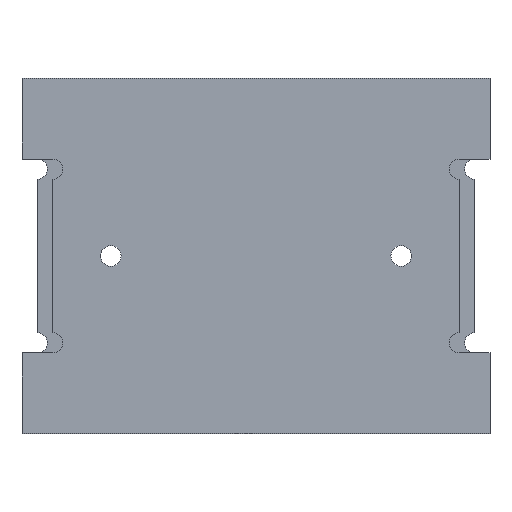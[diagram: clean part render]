
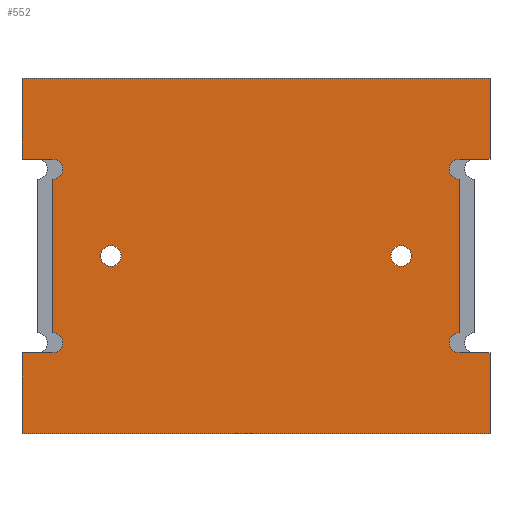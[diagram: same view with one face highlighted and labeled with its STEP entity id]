
A CAD part, top view. The second image highlights one B-rep face of the part: STEP entity #552.
In plain terms, the highlighted planar face has unit normal (0, 0, 1).
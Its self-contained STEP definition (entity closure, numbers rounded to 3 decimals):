
#32=CIRCLE('',#598,1.6);
#33=CIRCLE('',#599,1.6);
#34=CIRCLE('',#600,1.55);
#35=CIRCLE('',#601,1.55);
#36=CIRCLE('',#602,1.55);
#37=CIRCLE('',#603,1.55);
#70=ORIENTED_EDGE('',*,*,#226,.T.);
#71=ORIENTED_EDGE('',*,*,#227,.T.);
#72=ORIENTED_EDGE('',*,*,#228,.F.);
#73=ORIENTED_EDGE('',*,*,#210,.F.);
#74=ORIENTED_EDGE('',*,*,#229,.F.);
#75=ORIENTED_EDGE('',*,*,#220,.F.);
#76=ORIENTED_EDGE('',*,*,#230,.F.);
#77=ORIENTED_EDGE('',*,*,#231,.F.);
#78=ORIENTED_EDGE('',*,*,#232,.F.);
#79=ORIENTED_EDGE('',*,*,#233,.F.);
#80=ORIENTED_EDGE('',*,*,#234,.F.);
#81=ORIENTED_EDGE('',*,*,#222,.F.);
#82=ORIENTED_EDGE('',*,*,#235,.F.);
#83=ORIENTED_EDGE('',*,*,#216,.F.);
#84=ORIENTED_EDGE('',*,*,#236,.F.);
#85=ORIENTED_EDGE('',*,*,#237,.F.);
#86=ORIENTED_EDGE('',*,*,#238,.F.);
#87=ORIENTED_EDGE('',*,*,#239,.F.);
#210=EDGE_CURVE('',#288,#289,#342,.T.);
#216=EDGE_CURVE('',#294,#295,#348,.T.);
#220=EDGE_CURVE('',#298,#299,#352,.T.);
#222=EDGE_CURVE('',#300,#301,#354,.T.);
#226=EDGE_CURVE('',#304,#304,#32,.T.);
#227=EDGE_CURVE('',#305,#305,#33,.T.);
#228=EDGE_CURVE('',#289,#306,#358,.T.);
#229=EDGE_CURVE('',#299,#288,#359,.T.);
#230=EDGE_CURVE('',#307,#298,#360,.T.);
#231=EDGE_CURVE('',#308,#307,#34,.T.);
#232=EDGE_CURVE('',#309,#308,#361,.T.);
#233=EDGE_CURVE('',#310,#309,#35,.T.);
#234=EDGE_CURVE('',#301,#310,#362,.T.);
#235=EDGE_CURVE('',#295,#300,#363,.T.);
#236=EDGE_CURVE('',#311,#294,#364,.T.);
#237=EDGE_CURVE('',#312,#311,#36,.T.);
#238=EDGE_CURVE('',#313,#312,#365,.T.);
#239=EDGE_CURVE('',#306,#313,#37,.T.);
#288=VERTEX_POINT('',#810);
#289=VERTEX_POINT('',#811);
#294=VERTEX_POINT('',#822);
#295=VERTEX_POINT('',#824);
#298=VERTEX_POINT('',#831);
#299=VERTEX_POINT('',#833);
#300=VERTEX_POINT('',#837);
#301=VERTEX_POINT('',#838);
#304=VERTEX_POINT('',#846);
#305=VERTEX_POINT('',#848);
#306=VERTEX_POINT('',#850);
#307=VERTEX_POINT('',#853);
#308=VERTEX_POINT('',#855);
#309=VERTEX_POINT('',#857);
#310=VERTEX_POINT('',#859);
#311=VERTEX_POINT('',#863);
#312=VERTEX_POINT('',#865);
#313=VERTEX_POINT('',#867);
#342=LINE('',#809,#398);
#348=LINE('',#823,#404);
#352=LINE('',#832,#408);
#354=LINE('',#836,#410);
#358=LINE('',#849,#414);
#359=LINE('',#851,#415);
#360=LINE('',#852,#416);
#361=LINE('',#856,#417);
#362=LINE('',#860,#418);
#363=LINE('',#861,#419);
#364=LINE('',#862,#420);
#365=LINE('',#866,#421);
#398=VECTOR('',#649,1000.);
#404=VECTOR('',#657,1000.);
#408=VECTOR('',#663,1000.);
#410=VECTOR('',#667,1000.);
#414=VECTOR('',#677,1000.);
#415=VECTOR('',#678,1000.);
#416=VECTOR('',#679,1000.);
#417=VECTOR('',#682,1000.);
#418=VECTOR('',#685,1000.);
#419=VECTOR('',#686,1000.);
#420=VECTOR('',#687,1000.);
#421=VECTOR('',#690,1000.);
#458=EDGE_LOOP('',(#70));
#459=EDGE_LOOP('',(#71));
#460=EDGE_LOOP('',(#72,#73,#74,#75,#76,#77,#78,#79,#80,#81,#82,#83,#84,
#85,#86,#87));
#496=FACE_BOUND('',#458,.T.);
#497=FACE_BOUND('',#459,.T.);
#498=FACE_BOUND('',#460,.T.);
#534=PLANE('',#597);
#552=ADVANCED_FACE('',(#496,#497,#498),#534,.F.);
#597=AXIS2_PLACEMENT_3D('',#844,#671,#672);
#598=AXIS2_PLACEMENT_3D('',#845,#673,#674);
#599=AXIS2_PLACEMENT_3D('',#847,#675,#676);
#600=AXIS2_PLACEMENT_3D('',#854,#680,#681);
#601=AXIS2_PLACEMENT_3D('',#858,#683,#684);
#602=AXIS2_PLACEMENT_3D('',#864,#688,#689);
#603=AXIS2_PLACEMENT_3D('',#868,#691,#692);
#649=DIRECTION('',(0.,-1.,0.));
#657=DIRECTION('',(0.,-1.,0.));
#663=DIRECTION('',(0.,1.,0.));
#667=DIRECTION('',(0.,1.,0.));
#671=DIRECTION('',(0.,0.,-1.));
#672=DIRECTION('',(-1.,0.,0.));
#673=DIRECTION('',(0.,0.,-1.));
#674=DIRECTION('',(-1.,0.,0.));
#675=DIRECTION('',(0.,0.,-1.));
#676=DIRECTION('',(-1.,0.,0.));
#677=DIRECTION('',(-1.,0.,0.));
#678=DIRECTION('',(1.,0.,0.));
#679=DIRECTION('',(-1.,0.,0.));
#680=DIRECTION('',(0.,0.,1.));
#681=DIRECTION('',(-1.,0.,0.));
#682=DIRECTION('',(0.,1.,0.));
#683=DIRECTION('',(0.,0.,1.));
#684=DIRECTION('',(-1.,0.,0.));
#685=DIRECTION('',(1.,0.,0.));
#686=DIRECTION('',(-1.,0.,0.));
#687=DIRECTION('',(1.,0.,0.));
#688=DIRECTION('',(0.,0.,1.));
#689=DIRECTION('',(1.,0.,0.));
#690=DIRECTION('',(0.,-1.,0.));
#691=DIRECTION('',(0.,0.,1.));
#692=DIRECTION('',(1.,0.,0.));
#809=CARTESIAN_POINT('',(36.25,27.5,4.8));
#810=CARTESIAN_POINT('',(36.25,27.5,4.8));
#811=CARTESIAN_POINT('',(36.25,15.,4.8));
#822=CARTESIAN_POINT('',(36.25,-15.,4.8));
#823=CARTESIAN_POINT('',(36.25,27.5,4.8));
#824=CARTESIAN_POINT('',(36.25,-27.5,4.8));
#831=CARTESIAN_POINT('',(-36.25,15.,4.8));
#832=CARTESIAN_POINT('',(-36.25,-27.5,4.8));
#833=CARTESIAN_POINT('',(-36.25,27.5,4.8));
#836=CARTESIAN_POINT('',(-36.25,-27.5,4.8));
#837=CARTESIAN_POINT('',(-36.25,-27.5,4.8));
#838=CARTESIAN_POINT('',(-36.25,-15.,4.8));
#844=CARTESIAN_POINT('',(0.,0.,4.8));
#845=CARTESIAN_POINT('',(22.5,0.,4.8));
#846=CARTESIAN_POINT('',(20.9,0.,4.8));
#847=CARTESIAN_POINT('',(-22.5,0.,4.8));
#848=CARTESIAN_POINT('',(-24.1,0.,4.8));
#849=CARTESIAN_POINT('',(33.85,15.,4.8));
#850=CARTESIAN_POINT('',(31.45,15.,4.8));
#851=CARTESIAN_POINT('',(-36.25,27.5,4.8));
#852=CARTESIAN_POINT('',(-33.85,15.,4.8));
#853=CARTESIAN_POINT('',(-31.45,15.,4.8));
#854=CARTESIAN_POINT('',(-31.45,13.45,4.8));
#855=CARTESIAN_POINT('',(-31.45,11.9,4.8));
#856=CARTESIAN_POINT('',(-31.45,-11.9,4.8));
#857=CARTESIAN_POINT('',(-31.45,-11.9,4.8));
#858=CARTESIAN_POINT('',(-31.45,-13.45,4.8));
#859=CARTESIAN_POINT('',(-31.45,-15.,4.8));
#860=CARTESIAN_POINT('',(-33.85,-15.,4.8));
#861=CARTESIAN_POINT('',(36.25,-27.5,4.8));
#862=CARTESIAN_POINT('',(31.45,-15.,4.8));
#863=CARTESIAN_POINT('',(31.45,-15.,4.8));
#864=CARTESIAN_POINT('',(31.45,-13.45,4.8));
#865=CARTESIAN_POINT('',(31.45,-11.9,4.8));
#866=CARTESIAN_POINT('',(31.45,11.9,4.8));
#867=CARTESIAN_POINT('',(31.45,11.9,4.8));
#868=CARTESIAN_POINT('',(31.45,13.45,4.8));
